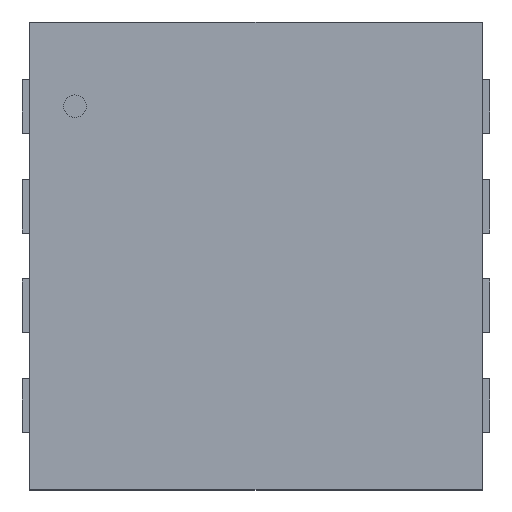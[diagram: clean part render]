
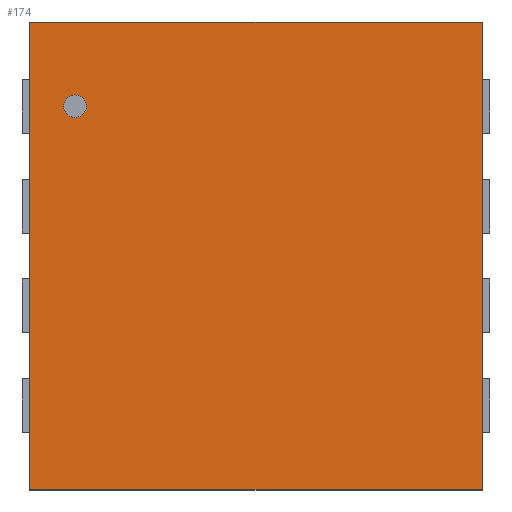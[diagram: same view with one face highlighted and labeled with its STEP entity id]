
A CAD part, top view. The second image highlights one B-rep face of the part: STEP entity #174.
In plain terms, the highlighted planar face has unit normal (0, 0, 1).
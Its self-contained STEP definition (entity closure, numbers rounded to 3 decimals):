
#174=ADVANCED_FACE('',(#180),#175,.F.);
#175=PLANE('',#176);
#176=AXIS2_PLACEMENT_3D('',#177,#178,#179);
#177=CARTESIAN_POINT('Origin',(-1.499,-1.549,0.813));
#178=DIRECTION('center_axis',(0.0,0.0,-1.0));
#179=DIRECTION('ref_axis',(0.,1.,0.));
#180=FACE_OUTER_BOUND('',#181,.T.);
#181=EDGE_LOOP('',(#182,#192,#202,#212));
#182=ORIENTED_EDGE('',*,*,#183,.F.);
#183=EDGE_CURVE('',#184,#186,#188,.T.);
#184=VERTEX_POINT('',#185);
#185=CARTESIAN_POINT('',(1.499,-1.549,0.813));
#186=VERTEX_POINT('',#187);
#187=CARTESIAN_POINT('',(-1.499,-1.549,0.813));
#188=LINE('',#189,#190);
#189=CARTESIAN_POINT('',(1.499,-1.549,0.813));
#190=VECTOR('',#191,2.997);
#191=DIRECTION('',(-1.0,0.0,0.0));
#192=ORIENTED_EDGE('',*,*,#193,.F.);
#193=EDGE_CURVE('',#194,#196,#198,.T.);
#194=VERTEX_POINT('',#195);
#195=CARTESIAN_POINT('',(1.499,1.549,0.813));
#196=VERTEX_POINT('',#185);
#198=LINE('',#199,#200);
#199=CARTESIAN_POINT('',(1.499,1.549,0.813));
#200=VECTOR('',#201,3.099);
#201=DIRECTION('',(0.0,-1.0,0.0));
#202=ORIENTED_EDGE('',*,*,#203,.F.);
#203=EDGE_CURVE('',#204,#206,#208,.T.);
#204=VERTEX_POINT('',#205);
#205=CARTESIAN_POINT('',(-1.499,1.549,0.813));
#206=VERTEX_POINT('',#195);
#208=LINE('',#209,#210);
#209=CARTESIAN_POINT('',(-1.499,1.549,0.813));
#210=VECTOR('',#211,2.997);
#211=DIRECTION('',(1.0,0.0,0.0));
#212=ORIENTED_EDGE('',*,*,#213,.F.);
#213=EDGE_CURVE('',#214,#216,#218,.T.);
#214=VERTEX_POINT('',#187);
#216=VERTEX_POINT('',#205);
#218=LINE('',#219,#220);
#219=CARTESIAN_POINT('',(-1.499,-1.549,0.813));
#220=VECTOR('',#221,3.099);
#221=DIRECTION('',(0.0,1.0,0.0));
